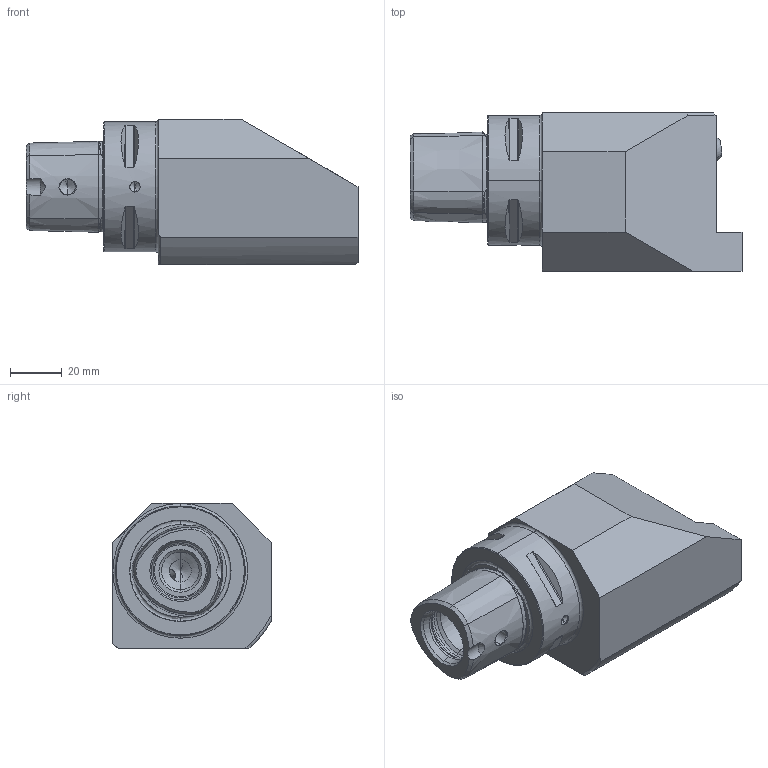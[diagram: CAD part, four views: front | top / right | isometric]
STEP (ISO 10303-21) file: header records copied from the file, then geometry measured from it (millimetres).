
FILE_DESCRIPTION (( 'STEP AP203' ), '1' );
FILE_NAME ('PS5-V20.R11.098.STEP', '2012-05-08T08:45:20', ( 'baer' ), ( 'Hewlett-Packard Company' ), 'SwSTEP 2.0', 'SolidWorks 2012', '' );
FILE_SCHEMA (( 'CONFIG_CONTROL_DESIGN' ));
Length unit declared in the file: millimetre
Products named in the file (6): ISO 4026 - M10 x 20; PS5-V20.R11.098_A; PS5-V20.R11.098; KU1-U12.001.010; KU1-U12.001.010_2; KU1-U12.001.010_1
Assembly tree (7 placements, depth 3):
  PS5-V20.R11.098
    PS5-V20.R11.098_A
    ISO 4026 - M10 x 20  x3
    KU1-U12.001.010
      KU1-U12.001.010_1
      KU1-U12.001.010_2
Bounding box: 128 x 61 x 56 mm (x, y, z)
Volume: 218987.3 mm3; surface area: 38445.2 mm2
Topology: 6 solids, 6 shells, 241 faces, 572 edges, 344 vertices
Faces by surface type: plane 79, cone 70, cylinder 56, torus 32, sphere 4
Entity records: 7252 total; most frequent: CARTESIAN_POINT 1727, DIRECTION 1065, ORIENTED_EDGE 984, EDGE_CURVE 492, AXIS2_PLACEMENT_3D 426, VERTEX_POINT 298, EDGE_LOOP 234, LINE 213
